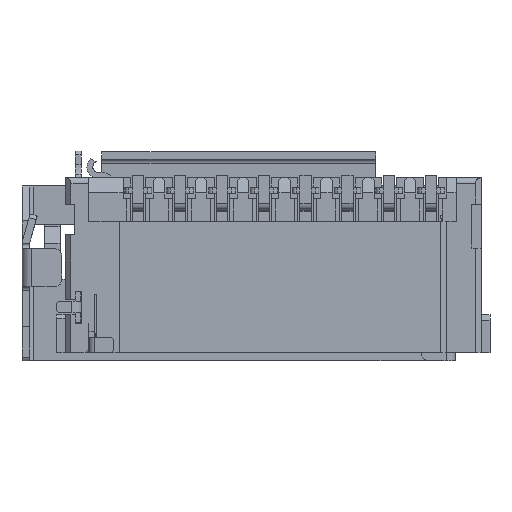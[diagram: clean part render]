
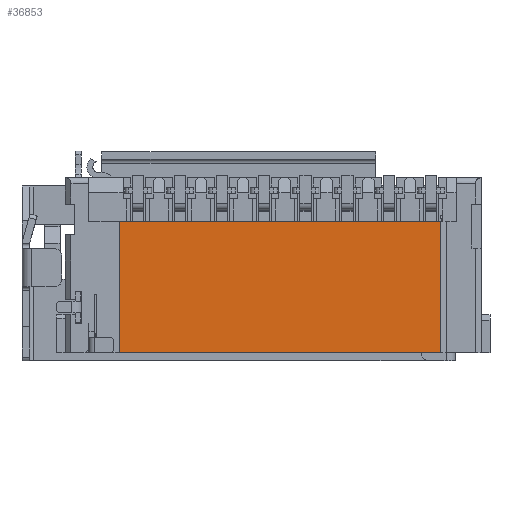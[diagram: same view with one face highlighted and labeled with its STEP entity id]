
A CAD part, front view. The second image highlights one B-rep face of the part: STEP entity #36853.
In plain terms, the highlighted planar face has unit normal (0, -1, 0).
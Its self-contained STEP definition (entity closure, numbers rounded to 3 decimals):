
#1662 = DIRECTION ( 'NONE',  ( 0., -1., 0. ) ) ;
#3418 = DIRECTION ( 'NONE',  ( 0., 0., -1. ) ) ;
#4195 = CARTESIAN_POINT ( 'NONE',  ( -4.35, -0.9, -2.3 ) ) ;
#4222 = EDGE_CURVE ( 'NONE', #7652, #12386, #5012, .T. ) ;
#5012 = LINE ( 'NONE', #28898, #35324 ) ;
#6878 = EDGE_CURVE ( 'NONE', #44450, #7652, #42943, .T. ) ;
#7652 = VERTEX_POINT ( 'NONE', #12783 ) ;
#8587 = DIRECTION ( 'NONE',  ( 0., 0., -1. ) ) ;
#8910 = AXIS2_PLACEMENT_3D ( 'NONE', #43356, #1662, #8587 ) ;
#9387 = DIRECTION ( 'NONE',  ( 1., 0., 0. ) ) ;
#9390 = DIRECTION ( 'NONE',  ( 0., 0., 1. ) ) ;
#9560 = LINE ( 'NONE', #24087, #9958 ) ;
#9958 = VECTOR ( 'NONE', #3418, 1000. ) ;
#10162 = ORIENTED_EDGE ( 'NONE', *, *, #4222, .T. ) ;
#11959 = DIRECTION ( 'NONE',  ( -1., 0., 0. ) ) ;
#12386 = VERTEX_POINT ( 'NONE', #22860 ) ;
#12782 = EDGE_LOOP ( 'NONE', ( #26395, #10162, #30016, #42004 ) ) ;
#12783 = CARTESIAN_POINT ( 'NONE',  ( 4.1, -0.9, 1.15 ) ) ;
#16044 = VECTOR ( 'NONE', #9387, 1000. ) ;
#22860 = CARTESIAN_POINT ( 'NONE',  ( -4.35, -0.9, 1.15 ) ) ;
#24087 = CARTESIAN_POINT ( 'NONE',  ( -4.35, -0.9, -2.3 ) ) ;
#26395 = ORIENTED_EDGE ( 'NONE', *, *, #6878, .T. ) ;
#28614 = VECTOR ( 'NONE', #9390, 1000. ) ;
#28898 = CARTESIAN_POINT ( 'NONE',  ( -4.35, -0.9, 1.15 ) ) ;
#29680 = PLANE ( 'NONE',  #8910 ) ;
#30016 = ORIENTED_EDGE ( 'NONE', *, *, #33568, .T. ) ;
#31145 = LINE ( 'NONE', #34309, #16044 ) ;
#31409 = CARTESIAN_POINT ( 'NONE',  ( 4.1, -0.9, -2.3 ) ) ;
#33568 = EDGE_CURVE ( 'NONE', #12386, #44694, #9560, .T. ) ;
#33715 = FACE_OUTER_BOUND ( 'NONE', #12782, .T. ) ;
#34309 = CARTESIAN_POINT ( 'NONE',  ( -4.35, -0.9, -2.3 ) ) ;
#35324 = VECTOR ( 'NONE', #11959, 1000. ) ;
#36853 = ADVANCED_FACE ( 'NONE', ( #33715 ), #29680, .T. ) ;
#37803 = EDGE_CURVE ( 'NONE', #44694, #44450, #31145, .T. ) ;
#42004 = ORIENTED_EDGE ( 'NONE', *, *, #37803, .T. ) ;
#42635 = CARTESIAN_POINT ( 'NONE',  ( 4.1, -0.9, -2.3 ) ) ;
#42943 = LINE ( 'NONE', #31409, #28614 ) ;
#43356 = CARTESIAN_POINT ( 'NONE',  ( -4.35, -0.9, -2.3 ) ) ;
#44450 = VERTEX_POINT ( 'NONE', #42635 ) ;
#44694 = VERTEX_POINT ( 'NONE', #4195 ) ;
